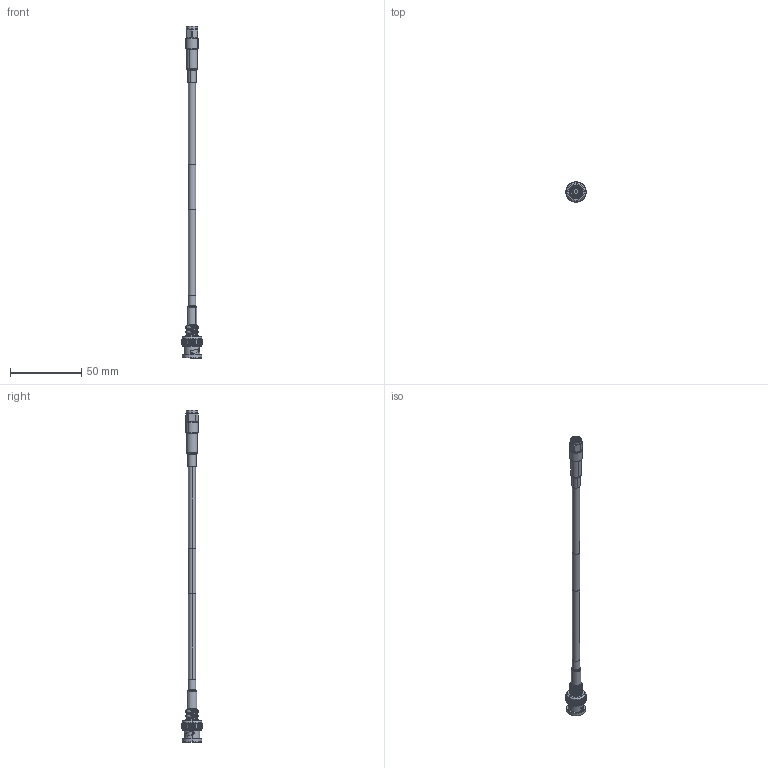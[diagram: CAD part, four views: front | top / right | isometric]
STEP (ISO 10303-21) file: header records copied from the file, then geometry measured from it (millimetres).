
FILE_DESCRIPTION (( 'STEP AP214' ), '1' );
FILE_NAME ('FMC00464_3D.step', '2024-01-19T19:39:47', ( '' ), ( '' ), 'SwSTEP 2.0', 'SolidWorks 2022', '' );
FILE_SCHEMA (( 'AUTOMOTIVE_DESIGN' ));
Length unit declared in the file: inch
Products named in the file (8): Copy of TC-200-BM-X^FMC00464; Copy of SC7029^FMC00464; Copy of TC-200-BM-X_body^Copy of TC-200-BM-X_FMC00464_with flange; Copy of Cable_LMR-200_240177^FMC00464; FMC00464_3D; Copy of TC-200-BM-X_ferrule^Copy of TC-200-BM-X_FMC00464; Copy of Heatshrink_LMR-200_240177^FMC00464; Copy of Heatshrink_LMR-195_240177^FMC00464
Assembly tree (7 placements, depth 3):
  FMC00464_3D
    Copy of Heatshrink_LMR-195_240177^FMC00464
    Copy of Cable_LMR-200_240177^FMC00464
    Copy of SC7029^FMC00464
    Copy of TC-200-BM-X^FMC00464
      Copy of TC-200-BM-X_body^Copy of TC-200-BM-X_FMC00464_with flange
      Copy of TC-200-BM-X_ferrule^Copy of TC-200-BM-X_FMC00464
    Copy of Heatshrink_LMR-200_240177^FMC00464
Bounding box: 14.5 x 14.5 x 233.45 mm (x, y, z)
Volume: 8281.2 mm3; surface area: 8520.4 mm2
Topology: 7 solids, 8 shells, 543 faces, 1401 edges, 890 vertices
Faces by surface type: cylinder 227, plane 212, cone 63, torus 26, bspline 13, sphere 2
Entity records: 22082 total; most frequent: CARTESIAN_POINT 7816, ORIENTED_EDGE 2798, DIRECTION 2229, EDGE_CURVE 1399, VERTEX_POINT 890, AXIS2_PLACEMENT_3D 869, EDGE_LOOP 569, B_SPLINE_CURVE_WITH_KNOTS 552
